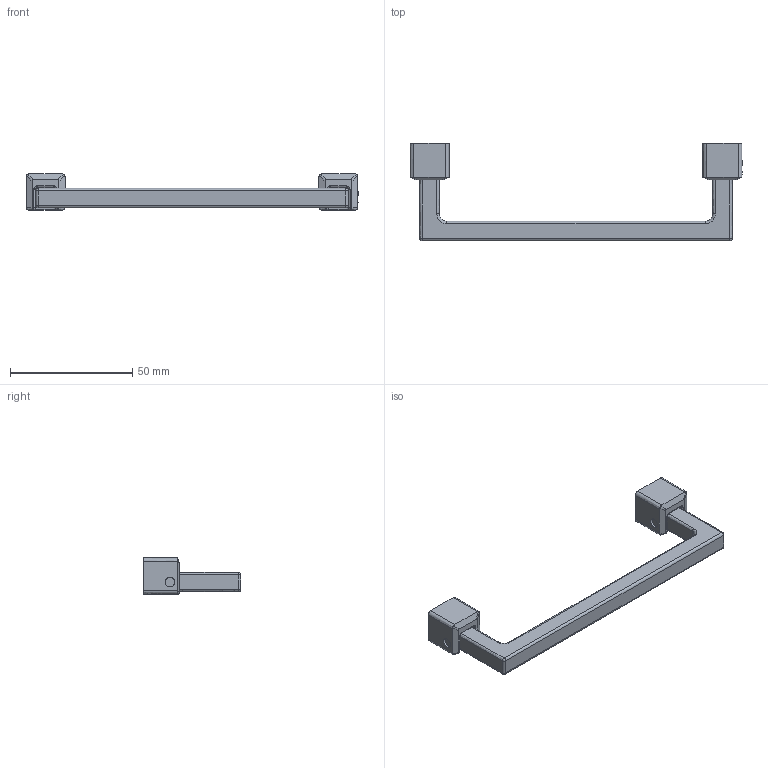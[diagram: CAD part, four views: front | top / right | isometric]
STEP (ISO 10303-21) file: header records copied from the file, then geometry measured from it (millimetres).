
FILE_DESCRIPTION((''),'2;1');
FILE_NAME('','2005-10-12T14:13:07',(''),(''),'','CADfix','');
FILE_SCHEMA(('AUTOMOTIVE_DESIGN'));
Length unit declared in the file: millimetre
Products named in the file (4): pin; base; pull; THA_228_3_24962_36
Assembly tree (5 placements, depth 2):
  THA_228_3_24962_36
    pin  x2
    base  x2
    pull
Bounding box: 136 x 40 x 15 mm (x, y, z)
Volume: 16546 mm3; surface area: 9138.8 mm2
Topology: 5 solids, 5 shells, 176 faces, 484 edges, 320 vertices
Faces by surface type: bspline 176
Entity records: 4109 total; most frequent: CARTESIAN_POINT 2298, ORIENTED_EDGE 620, EDGE_CURVE 310, VERTEX_POINT 202, QUASI_UNIFORM_CURVE 135, EDGE_LOOP 126, FACE_OUTER_BOUND 115, ADVANCED_FACE 115
